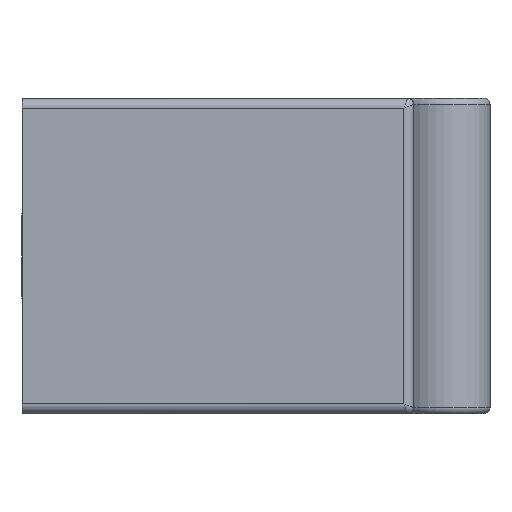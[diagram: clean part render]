
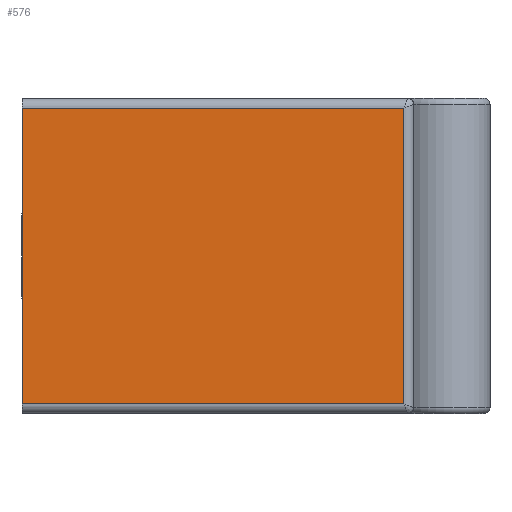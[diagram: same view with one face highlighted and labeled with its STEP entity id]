
A CAD part, front view. The second image highlights one B-rep face of the part: STEP entity #576.
In plain terms, the highlighted planar face has unit normal (0, -1, 0).
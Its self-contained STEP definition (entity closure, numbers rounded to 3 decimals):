
#174=FACE_OUTER_BOUND('',#1977,.T.);
#576=ADVANCED_FACE('',(#174),#900,.T.);
#900=PLANE('',#5939);
#1129=LINE('',#7876,#1467);
#1136=LINE('',#7910,#1474);
#1138=LINE('',#7916,#1476);
#1139=LINE('',#7917,#1477);
#1467=VECTOR('',#6275,1.);
#1474=VECTOR('',#6308,1.);
#1476=VECTOR('',#6314,1.);
#1477=VECTOR('',#6315,1.);
#1977=EDGE_LOOP('',(#2454,#2455,#2456,#2457));
#2454=ORIENTED_EDGE('',*,*,#4678,.T.);
#2455=ORIENTED_EDGE('',*,*,#4681,.T.);
#2456=ORIENTED_EDGE('',*,*,#4662,.T.);
#2457=ORIENTED_EDGE('',*,*,#4682,.T.);
#4112=VERTEX_POINT('',#7877);
#4113=VERTEX_POINT('',#7878);
#4125=VERTEX_POINT('',#7909);
#4126=VERTEX_POINT('',#7911);
#4662=EDGE_CURVE('',#4112,#4113,#1129,.T.);
#4678=EDGE_CURVE('',#4126,#4125,#1136,.T.);
#4681=EDGE_CURVE('',#4125,#4112,#1138,.T.);
#4682=EDGE_CURVE('',#4113,#4126,#1139,.T.);
#5939=AXIS2_PLACEMENT_3D('',#7918,#6316,#6317);
#6275=DIRECTION('',(0.,0.,1.));
#6308=DIRECTION('',(0.,0.,-1.));
#6314=DIRECTION('',(1.,0.,0.));
#6315=DIRECTION('',(-1.,0.,0.));
#6316=DIRECTION('',(0.,-1.,0.));
#6317=DIRECTION('',(0.,0.,-1.));
#7876=CARTESIAN_POINT('',(-23.682,156.84,18.08));
#7877=CARTESIAN_POINT('',(-23.682,156.84,2.48));
#7878=CARTESIAN_POINT('',(-23.682,156.84,17.58));
#7909=CARTESIAN_POINT('',(-43.182,156.84,2.48));
#7910=CARTESIAN_POINT('',(-43.182,156.84,18.08));
#7911=CARTESIAN_POINT('',(-43.182,156.84,17.58));
#7916=CARTESIAN_POINT('',(-23.182,156.84,2.48));
#7917=CARTESIAN_POINT('',(-43.182,156.84,17.58));
#7918=CARTESIAN_POINT('',(-23.182,156.84,18.08));
